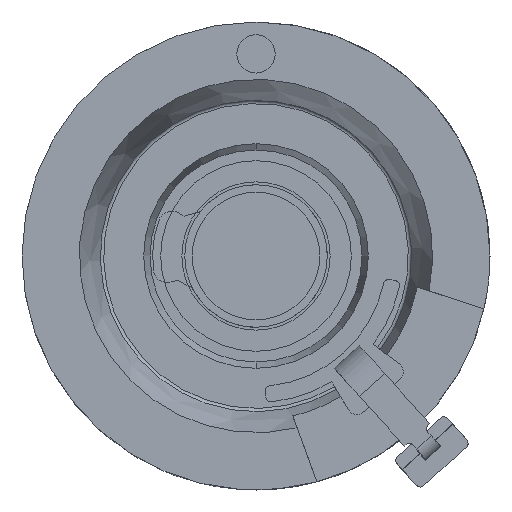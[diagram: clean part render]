
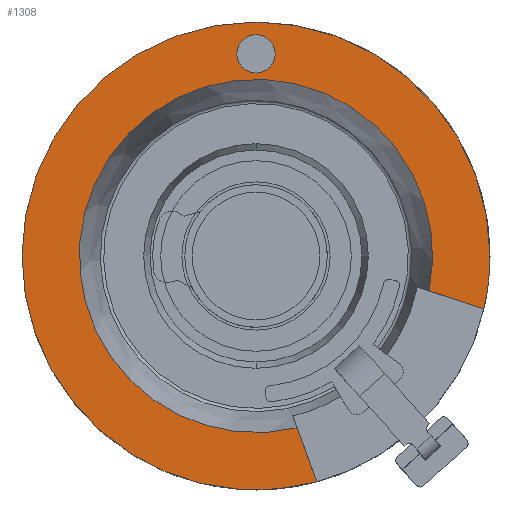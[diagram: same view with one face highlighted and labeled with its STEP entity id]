
A CAD part, front view. The second image highlights one B-rep face of the part: STEP entity #1308.
In plain terms, the highlighted planar face has unit normal (0, -1, 0).
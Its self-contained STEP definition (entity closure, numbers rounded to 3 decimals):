
#2=DIRECTION('',(-0.951,0.,0.309));
#3=VECTOR('',#2,2.708);
#4=CARTESIAN_POINT('',(10.716,0.,-2.483));
#5=LINE('',#4,#3);
#6=DIRECTION('',(0.342,0.,-0.94));
#7=VECTOR('',#6,2.708);
#8=CARTESIAN_POINT('',(1.929,0.,-8.078));
#9=LINE('',#8,#7);
#10=CARTESIAN_POINT('',(0.,0.,0.));
#11=DIRECTION('',(0.,1.,0.));
#12=DIRECTION('',(0.26,0.,-0.966));
#13=AXIS2_PLACEMENT_3D('',#10,#11,#12);
#15=CARTESIAN_POINT('',(0.,0.,0.));
#16=DIRECTION('',(0.,1.,0.));
#17=DIRECTION('',(-1.,0.,0.));
#18=AXIS2_PLACEMENT_3D('',#15,#16,#17);
#20=CARTESIAN_POINT('',(0.,0.,0.));
#21=DIRECTION('',(0.,1.,0.));
#22=DIRECTION('',(1.,0.,0.));
#23=AXIS2_PLACEMENT_3D('',#20,#21,#22);
#25=CARTESIAN_POINT('',(0.,0.,9.5));
#26=DIRECTION('',(0.,-1.,0.));
#27=DIRECTION('',(-1.,0.,0.));
#28=AXIS2_PLACEMENT_3D('',#25,#26,#27);
#30=CARTESIAN_POINT('',(0.,0.,9.5));
#31=DIRECTION('',(0.,-1.,0.));
#32=DIRECTION('',(1.,0.,0.));
#33=AXIS2_PLACEMENT_3D('',#30,#31,#32);
#217=CARTESIAN_POINT('',(0.,0.,0.));
#218=DIRECTION('',(0.,1.,0.));
#219=DIRECTION('',(0.232,0.,-0.973));
#220=AXIS2_PLACEMENT_3D('',#217,#218,#219);
#1003=CARTESIAN_POINT('',(-11.,0.,0.));
#1004=CARTESIAN_POINT('',(11.,0.,0.));
#1005=VERTEX_POINT('',#1003);
#1006=VERTEX_POINT('',#1004);
#1247=CARTESIAN_POINT('',(10.716,0.,-2.483));
#1248=CARTESIAN_POINT('',(8.14,0.,-1.646));
#1249=VERTEX_POINT('',#1247);
#1250=VERTEX_POINT('',#1248);
#1251=CARTESIAN_POINT('',(1.929,0.,-8.078));
#1252=CARTESIAN_POINT('',(2.855,0.,-10.623));
#1253=VERTEX_POINT('',#1251);
#1254=VERTEX_POINT('',#1252);
#1279=CARTESIAN_POINT('',(-0.9,0.,9.5));
#1280=CARTESIAN_POINT('',(0.9,0.,9.5));
#1281=VERTEX_POINT('',#1279);
#1282=VERTEX_POINT('',#1280);
#1283=CARTESIAN_POINT('',(0.,0.,0.));
#1284=DIRECTION('',(0.,1.,0.));
#1285=DIRECTION('',(1.,0.,0.));
#1286=AXIS2_PLACEMENT_3D('',#1283,#1284,#1285);
#1287=PLANE('',#1286);
#1289=ORIENTED_EDGE('',*,*,#1288,.T.);
#1291=ORIENTED_EDGE('',*,*,#1290,.F.);
#1293=ORIENTED_EDGE('',*,*,#1292,.T.);
#1295=ORIENTED_EDGE('',*,*,#1294,.T.);
#1297=ORIENTED_EDGE('',*,*,#1296,.T.);
#1299=ORIENTED_EDGE('',*,*,#1298,.T.);
#1300=EDGE_LOOP('',(#1289,#1291,#1293,#1295,#1297,#1299));
#1301=FACE_OUTER_BOUND('',#1300,.F.);
#1303=ORIENTED_EDGE('',*,*,#1302,.T.);
#1305=ORIENTED_EDGE('',*,*,#1304,.T.);
#1306=EDGE_LOOP('',(#1303,#1305));
#1307=FACE_BOUND('',#1306,.F.);
#1308=ADVANCED_FACE('',(#1301,#1307),#1287,.F.);
#14=CIRCLE('',#13,11.);
#19=CIRCLE('',#18,11.);
#24=CIRCLE('',#23,11.);
#29=CIRCLE('',#28,0.9);
#34=CIRCLE('',#33,0.9);
#221=CIRCLE('',#220,8.305);
#1288=EDGE_CURVE('',#1249,#1250,#5,.T.);
#1290=EDGE_CURVE('',#1253,#1250,#221,.T.);
#1292=EDGE_CURVE('',#1253,#1254,#9,.T.);
#1294=EDGE_CURVE('',#1254,#1005,#14,.T.);
#1296=EDGE_CURVE('',#1005,#1006,#19,.T.);
#1298=EDGE_CURVE('',#1006,#1249,#24,.T.);
#1302=EDGE_CURVE('',#1281,#1282,#29,.T.);
#1304=EDGE_CURVE('',#1282,#1281,#34,.T.);
